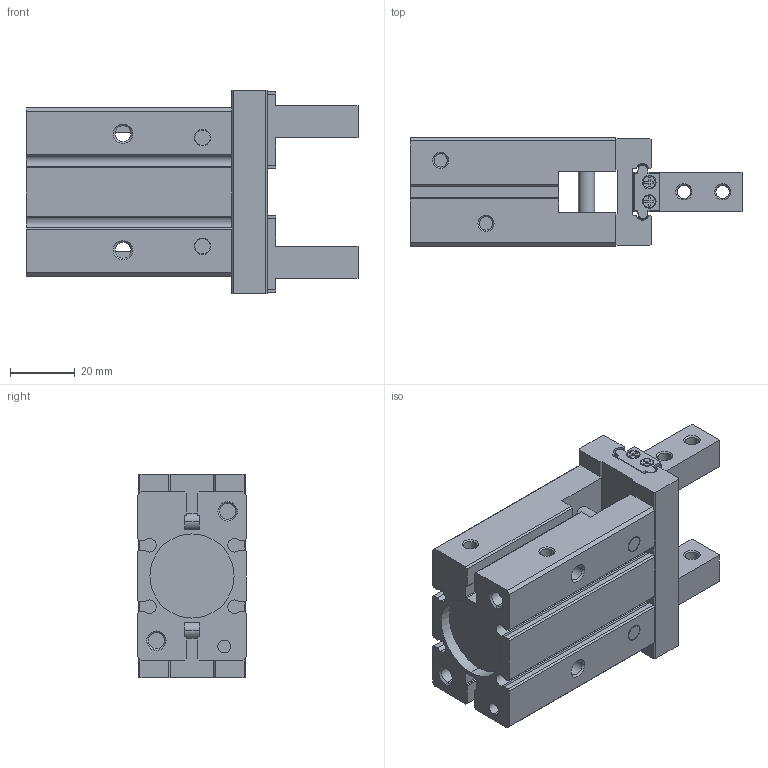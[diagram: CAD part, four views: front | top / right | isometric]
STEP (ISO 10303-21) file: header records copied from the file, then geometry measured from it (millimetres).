
FILE_DESCRIPTION (( 'STEP AP214' ), '1' );
FILE_NAME ('PGP-25-A.STEP', '2023-04-04T12:32:37', ( '' ), ( '' ), 'SwSTEP 2.0', 'SolidWorks 2015', '' );
FILE_SCHEMA (( 'AUTOMOTIVE_DESIGN' ));
Length unit declared in the file: millimetre
Products named in the file (3): PGP-25-A; PGP-25-A finger; PGP-25-A body
Assembly tree (3 placements, depth 2):
  PGP-25-A
    PGP-25-A body
    PGP-25-A finger  x2
Bounding box: 102.7 x 33.6 x 63 mm (x, y, z)
Volume: 114341.2 mm3; surface area: 33133.4 mm2
Topology: 3 solids, 3 shells, 745 faces, 1980 edges, 1288 vertices
Faces by surface type: plane 401, cylinder 212, cone 72, bspline 60
Entity records: 25409 total; most frequent: CARTESIAN_POINT 6861, ORIENTED_EDGE 2992, DIRECTION 2750, EDGE_CURVE 1496, VECTOR 1028, LINE 1028, VERTEX_POINT 968, AXIS2_PLACEMENT_3D 861
